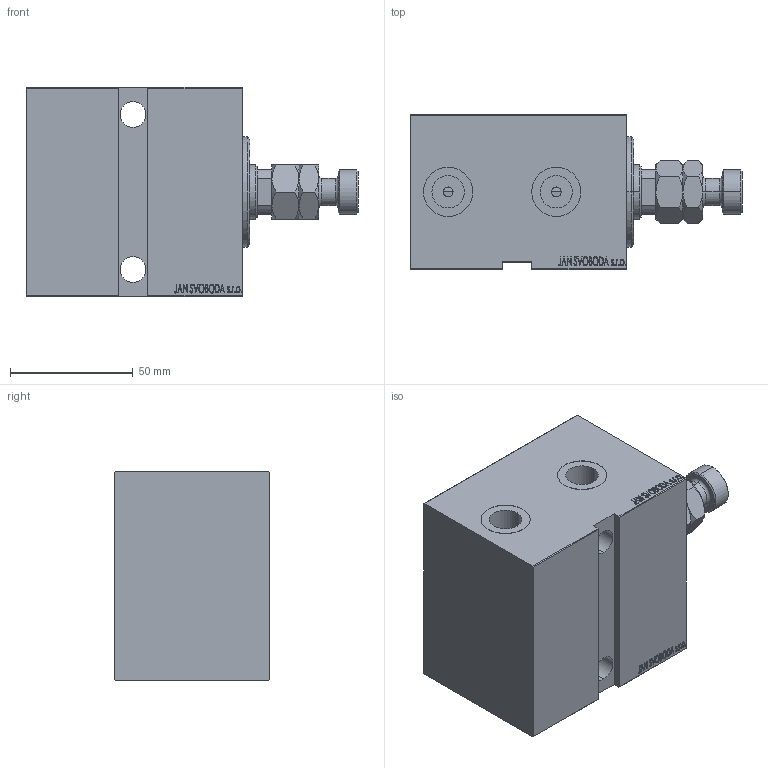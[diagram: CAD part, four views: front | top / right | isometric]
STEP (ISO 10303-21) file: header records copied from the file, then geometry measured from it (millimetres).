
FILE_DESCRIPTION (( 'STEP AP203' ), '1' );
FILE_NAME ('a260.STEP', '2022-04-17T03:16:32', ( '' ), ( '' ), 'SwSTEP 2.0', 'SolidWorks 2019', '' );
FILE_SCHEMA (( 'CONFIG_CONTROL_DESIGN' ));
Length unit declared in the file: millimetre
Products named in the file (5): V450CM_E_Body fc84c94c8d7c32e401fded5577a98ffb; a260; MFA fc84c94c8d7c32e401fded5577a98ffb; V450CM_E_VCP fc84c94c8d7c32e401fded5577a98ffb; V450CM_VC_B fc84c94c8d7c32e401fded5577a98ffb
Assembly tree (4 placements, depth 2):
  a260
    V450CM_E_Body fc84c94c8d7c32e401fded5577a98ffb
    V450CM_E_VCP fc84c94c8d7c32e401fded5577a98ffb
    V450CM_VC_B fc84c94c8d7c32e401fded5577a98ffb
    MFA fc84c94c8d7c32e401fded5577a98ffb
Bounding box: 135 x 63 x 85 mm (x, y, z)
Volume: 427384.8 mm3; surface area: 75415 mm2
Topology: 4 solids, 4 shells, 919 faces, 2331 edges, 1533 vertices
Faces by surface type: plane 431, bspline 380, cylinder 62, cone 42, torus 4
Entity records: 45196 total; most frequent: CARTESIAN_POINT 25088, ORIENTED_EDGE 4658, DIRECTION 2765, EDGE_CURVE 2329, VERTEX_POINT 1533, VECTOR 1341, LINE 1341, EDGE_LOOP 1044
